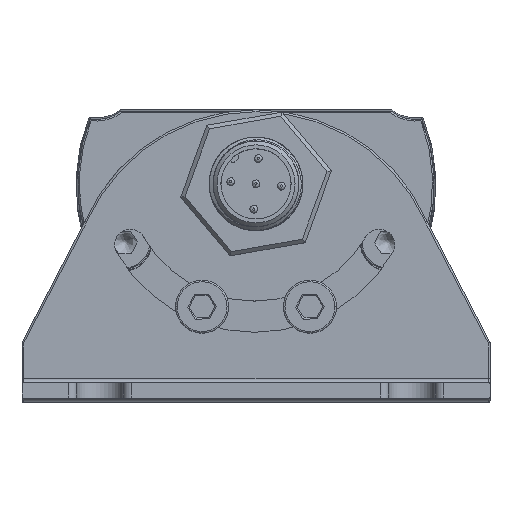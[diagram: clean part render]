
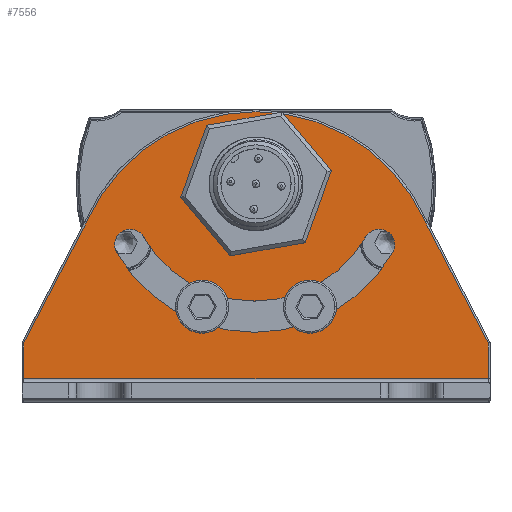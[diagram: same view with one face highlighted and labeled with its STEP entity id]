
A CAD part, top view. The second image highlights one B-rep face of the part: STEP entity #7556.
In plain terms, the highlighted planar face has unit normal (0, 0, 1).
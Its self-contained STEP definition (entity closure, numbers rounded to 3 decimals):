
#1114=PLANE('',#25492);
#1375=FACE_BOUND('',#10242,.T.);
#1376=FACE_BOUND('',#10243,.T.);
#1377=FACE_BOUND('',#10244,.T.);
#3956=LINE('',#44367,#5958);
#3957=LINE('',#44372,#5959);
#3958=LINE('',#44374,#5960);
#3959=LINE('',#44376,#5961);
#3960=LINE('',#44378,#5962);
#5958=VECTOR('',#31386,1.);
#5959=VECTOR('',#31389,1.);
#5960=VECTOR('',#31390,1.);
#5961=VECTOR('',#31391,1.);
#5962=VECTOR('',#31392,1.);
#7556=ADVANCED_FACE('',(#1375,#1376,#1377),#1114,.T.);
#10242=EDGE_LOOP('',(#16388));
#10243=EDGE_LOOP('',(#16389,#16390,#16391,#16392,#16393,#16394));
#10244=EDGE_LOOP('',(#16395,#16396,#16397,#16398,#16399));
#16388=ORIENTED_EDGE('',*,*,#22307,.T.);
#16389=ORIENTED_EDGE('',*,*,#22308,.F.);
#16390=ORIENTED_EDGE('',*,*,#22309,.F.);
#16391=ORIENTED_EDGE('',*,*,#22310,.F.);
#16392=ORIENTED_EDGE('',*,*,#22311,.F.);
#16393=ORIENTED_EDGE('',*,*,#22312,.F.);
#16394=ORIENTED_EDGE('',*,*,#22313,.F.);
#16395=ORIENTED_EDGE('',*,*,#22314,.T.);
#16396=ORIENTED_EDGE('',*,*,#22315,.T.);
#16397=ORIENTED_EDGE('',*,*,#22316,.T.);
#16398=ORIENTED_EDGE('',*,*,#22303,.T.);
#16399=ORIENTED_EDGE('',*,*,#22317,.T.);
#19102=VERTEX_POINT('',#44357);
#19103=VERTEX_POINT('',#44358);
#19106=VERTEX_POINT('',#44366);
#19107=VERTEX_POINT('',#44368);
#19108=VERTEX_POINT('',#44369);
#19109=VERTEX_POINT('',#44371);
#19110=VERTEX_POINT('',#44373);
#19111=VERTEX_POINT('',#44375);
#19112=VERTEX_POINT('',#44377);
#19113=VERTEX_POINT('',#44380);
#19114=VERTEX_POINT('',#44381);
#19115=VERTEX_POINT('',#44383);
#22303=EDGE_CURVE('',#19102,#19103,#23465,.T.);
#22307=EDGE_CURVE('',#19106,#19106,#23467,.T.);
#22308=EDGE_CURVE('',#19107,#19108,#3956,.T.);
#22309=EDGE_CURVE('',#19109,#19107,#23468,.T.);
#22310=EDGE_CURVE('',#19110,#19109,#3957,.T.);
#22311=EDGE_CURVE('',#19111,#19110,#3958,.T.);
#22312=EDGE_CURVE('',#19112,#19111,#3959,.T.);
#22313=EDGE_CURVE('',#19108,#19112,#3960,.T.);
#22314=EDGE_CURVE('',#19113,#19114,#23469,.T.);
#22315=EDGE_CURVE('',#19114,#19115,#23470,.T.);
#22316=EDGE_CURVE('',#19115,#19102,#23471,.T.);
#22317=EDGE_CURVE('',#19103,#19113,#23472,.T.);
#23465=CIRCLE('',#25483,2.);
#23467=CIRCLE('',#25486,7.);
#23468=CIRCLE('',#25487,23.75);
#23469=CIRCLE('',#25488,20.436);
#23470=CIRCLE('',#25489,2.);
#23471=CIRCLE('',#25490,16.436);
#23472=CIRCLE('',#25491,2.);
#25483=AXIS2_PLACEMENT_3D('',#44356,#31376,#31377);
#25486=AXIS2_PLACEMENT_3D('',#44365,#31384,#31385);
#25487=AXIS2_PLACEMENT_3D('',#44370,#31387,#31388);
#25488=AXIS2_PLACEMENT_3D('',#44379,#31393,#31394);
#25489=AXIS2_PLACEMENT_3D('',#44382,#31395,#31396);
#25490=AXIS2_PLACEMENT_3D('',#44384,#31397,#31398);
#25491=AXIS2_PLACEMENT_3D('',#44385,#31399,#31400);
#25492=AXIS2_PLACEMENT_3D('',#44386,#31401,#31402);
#31376=DIRECTION('',(0.,0.,-1.));
#31377=DIRECTION('',(-1.,0.,0.));
#31384=DIRECTION('',(0.,0.,-1.));
#31385=DIRECTION('',(1.,0.,0.));
#31386=DIRECTION('',(0.46,-0.888,0.));
#31387=DIRECTION('',(0.,0.,-1.));
#31388=DIRECTION('',(-1.,0.,0.));
#31389=DIRECTION('',(0.46,0.888,0.));
#31390=DIRECTION('',(0.,1.,0.));
#31391=DIRECTION('',(-1.,0.,0.));
#31392=DIRECTION('',(0.,-1.,0.));
#31393=DIRECTION('',(0.,0.,-1.));
#31394=DIRECTION('',(-1.,0.,0.));
#31395=DIRECTION('',(0.,0.,-1.));
#31396=DIRECTION('',(-1.,0.,0.));
#31397=DIRECTION('',(0.,0.,1.));
#31398=DIRECTION('',(-1.,0.,0.));
#31399=DIRECTION('',(0.,0.,-1.));
#31400=DIRECTION('',(-1.,0.,0.));
#31401=DIRECTION('',(0.,0.,1.));
#31402=DIRECTION('',(-1.,0.,0.));
#44356=CARTESIAN_POINT('',(15.562,-1.191,444.));
#44357=CARTESIAN_POINT('',(13.83,-0.191,444.));
#44358=CARTESIAN_POINT('',(17.562,-1.191,444.));
#44365=CARTESIAN_POINT('',(-0.229,6.598,444.));
#44366=CARTESIAN_POINT('',(6.771,6.598,444.));
#44367=CARTESIAN_POINT('',(30.437,-15.538,444.));
#44368=CARTESIAN_POINT('',(21.488,1.732,444.));
#44369=CARTESIAN_POINT('',(29.521,-13.77,444.));
#44370=CARTESIAN_POINT('',(-0.229,-7.883,444.));
#44371=CARTESIAN_POINT('',(-21.945,1.732,444.));
#44372=CARTESIAN_POINT('',(-21.934,1.753,444.));
#44373=CARTESIAN_POINT('',(-29.979,-13.77,444.));
#44374=CARTESIAN_POINT('',(-29.979,-15.883,444.));
#44375=CARTESIAN_POINT('',(-29.979,-18.383,444.));
#44376=CARTESIAN_POINT('',(-0.229,-18.383,444.));
#44377=CARTESIAN_POINT('',(29.521,-18.383,444.));
#44378=CARTESIAN_POINT('',(29.521,-18.383,444.));
#44379=CARTESIAN_POINT('',(-0.404,8.027,444.));
#44380=CARTESIAN_POINT('',(17.294,-2.191,444.));
#44381=CARTESIAN_POINT('',(-18.102,-2.191,444.));
#44382=CARTESIAN_POINT('',(-16.37,-1.191,444.));
#44383=CARTESIAN_POINT('',(-14.638,-0.191,444.));
#44384=CARTESIAN_POINT('',(-0.404,8.027,444.));
#44385=CARTESIAN_POINT('',(15.562,-1.191,444.));
#44386=CARTESIAN_POINT('',(-0.229,-7.883,444.));
